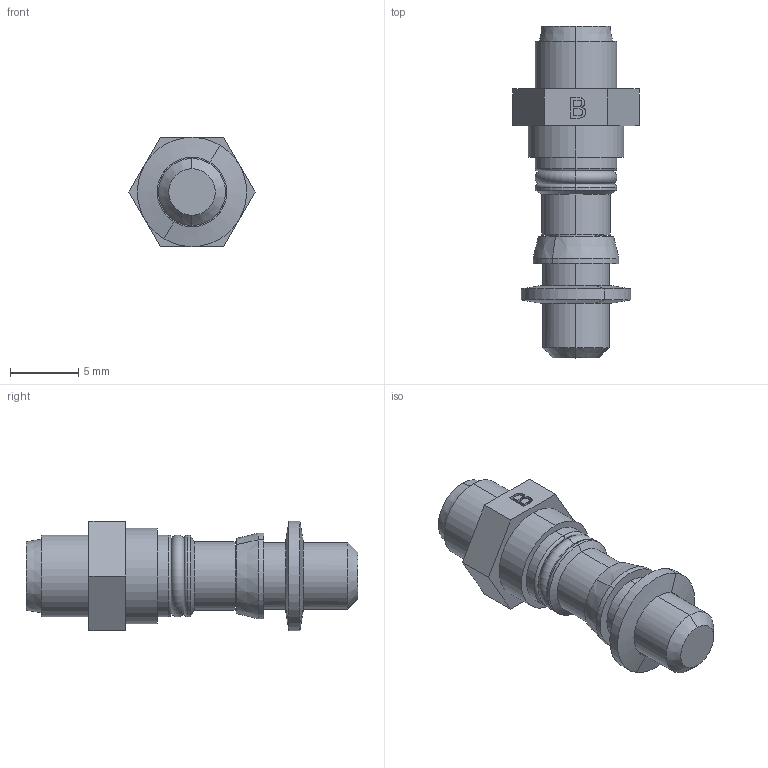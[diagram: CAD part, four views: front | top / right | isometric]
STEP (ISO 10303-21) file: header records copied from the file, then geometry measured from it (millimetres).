
FILE_DESCRIPTION (( 'STEP AP214' ), '1' );
FILE_NAME ('0892000001A.step', '2012-10-22T18:01:01', ( '' ), ( '' ), 'SwSTEP 2.0', 'SolidWorks 2012', '' );
FILE_SCHEMA (( 'AUTOMOTIVE_DESIGN' ));
Length unit declared in the file: millimetre
Products named in the file (1): 0892000001A
Bounding box: 9.24 x 24.3 x 8 mm (x, y, z)
Volume: 706.7 mm3; surface area: 697.6 mm2
Topology: 1 solids, 1 shells, 95 faces, 227 edges, 142 vertices
Faces by surface type: plane 35, cylinder 28, cone 16, bspline 10, torus 6
Entity records: 3663 total; most frequent: CARTESIAN_POINT 1019, DIRECTION 477, ORIENTED_EDGE 454, EDGE_CURVE 227, AXIS2_PLACEMENT_3D 184, VERTEX_POINT 142, EDGE_LOOP 111, LINE 109
